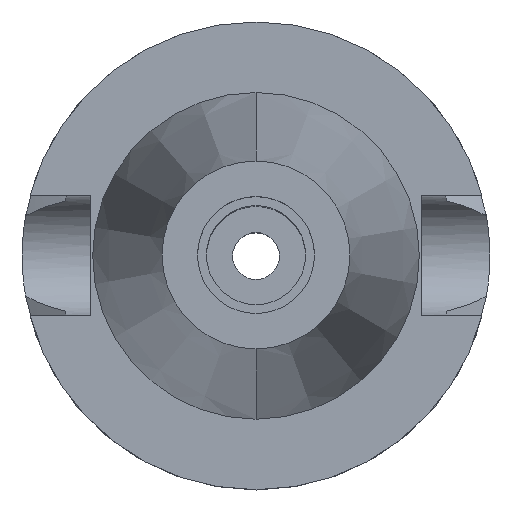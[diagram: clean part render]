
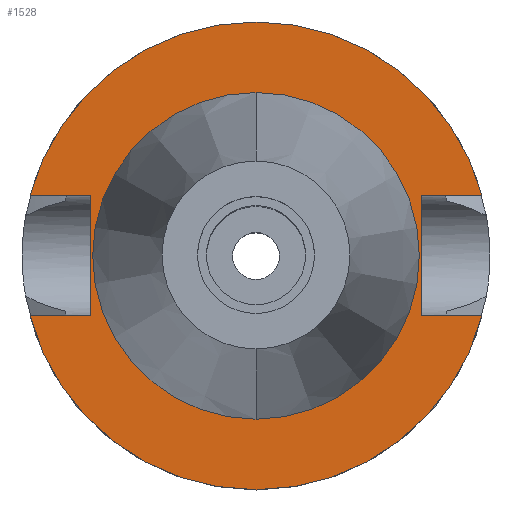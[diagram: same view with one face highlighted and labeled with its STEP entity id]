
A CAD part, top view. The second image highlights one B-rep face of the part: STEP entity #1528.
In plain terms, the highlighted planar face has unit normal (0, 0, 1).
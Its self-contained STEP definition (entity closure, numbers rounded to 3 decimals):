
#108=DIRECTION('',(0.,1.,0.));
#109=VECTOR('',#108,25.7);
#110=CARTESIAN_POINT('',(-35.4,-12.85,-1.5));
#111=LINE('',#110,#109);
#115=DIRECTION('',(-1.,0.,0.));
#116=VECTOR('',#115,12.921);
#117=CARTESIAN_POINT('',(-35.4,12.85,-1.5));
#118=LINE('',#117,#116);
#122=CARTESIAN_POINT('',(0.,0.,-1.5));
#123=DIRECTION('',(0.,0.,-1.));
#124=DIRECTION('',(-0.966,0.257,0.));
#125=AXIS2_PLACEMENT_3D('',#122,#123,#124);
#130=CARTESIAN_POINT('',(0.,0.,-1.5));
#131=DIRECTION('',(0.,0.,-1.));
#132=DIRECTION('',(0.,1.,0.));
#133=AXIS2_PLACEMENT_3D('',#130,#131,#132);
#138=DIRECTION('',(0.,-1.,0.));
#139=VECTOR('',#138,25.7);
#140=CARTESIAN_POINT('',(35.4,12.85,-1.5));
#141=LINE('',#140,#139);
#145=DIRECTION('',(1.,0.,0.));
#146=VECTOR('',#145,12.921);
#147=CARTESIAN_POINT('',(35.4,-12.85,-1.5));
#148=LINE('',#147,#146);
#152=CARTESIAN_POINT('',(0.,0.,-1.5));
#153=DIRECTION('',(0.,0.,-1.));
#154=DIRECTION('',(0.966,-0.257,0.));
#155=AXIS2_PLACEMENT_3D('',#152,#153,#154);
#160=CARTESIAN_POINT('',(0.,0.,-1.5));
#161=DIRECTION('',(0.,0.,-1.));
#162=DIRECTION('',(0.,-1.,0.));
#163=AXIS2_PLACEMENT_3D('',#160,#161,#162);
#168=CARTESIAN_POINT('',(0.,0.,-1.5));
#169=DIRECTION('',(0.,0.,1.));
#170=DIRECTION('',(0.,-1.,0.));
#171=AXIS2_PLACEMENT_3D('',#168,#169,#170);
#176=CARTESIAN_POINT('',(0.,0.,-1.5));
#177=DIRECTION('',(0.,0.,1.));
#178=DIRECTION('',(0.,1.,0.));
#179=AXIS2_PLACEMENT_3D('',#176,#177,#178);
#214=DIRECTION('',(-1.,0.,0.));
#215=VECTOR('',#214,12.921);
#216=CARTESIAN_POINT('',(-35.4,-12.85,-1.5));
#217=LINE('',#216,#215);
#465=DIRECTION('',(1.,0.,0.));
#466=VECTOR('',#465,12.921);
#467=CARTESIAN_POINT('',(35.4,12.85,-1.5));
#468=LINE('',#467,#466);
#1216=CARTESIAN_POINT('',(0.,34.925,-1.5));
#1217=VERTEX_POINT('',#1216);
#1218=CARTESIAN_POINT('',(0.,-34.925,-1.5));
#1219=VERTEX_POINT('',#1218);
#1220=CARTESIAN_POINT('',(-35.4,-12.85,-1.5));
#1221=CARTESIAN_POINT('',(-35.4,12.85,-1.5));
#1222=VERTEX_POINT('',#1220);
#1223=VERTEX_POINT('',#1221);
#1224=CARTESIAN_POINT('',(-48.321,12.85,-1.5));
#1225=VERTEX_POINT('',#1224);
#1226=CARTESIAN_POINT('',(0.,50.,-1.5));
#1227=CARTESIAN_POINT('',(48.321,12.85,-1.5));
#1228=VERTEX_POINT('',#1226);
#1229=VERTEX_POINT('',#1227);
#1230=CARTESIAN_POINT('',(35.4,12.85,-1.5));
#1231=VERTEX_POINT('',#1230);
#1232=CARTESIAN_POINT('',(35.4,-12.85,-1.5));
#1233=VERTEX_POINT('',#1232);
#1234=CARTESIAN_POINT('',(48.321,-12.85,-1.5));
#1235=VERTEX_POINT('',#1234);
#1236=CARTESIAN_POINT('',(0.,-50.,-1.5));
#1237=CARTESIAN_POINT('',(-48.321,-12.85,-1.5));
#1238=VERTEX_POINT('',#1236);
#1239=VERTEX_POINT('',#1237);
#1497=CARTESIAN_POINT('',(0.,0.,-1.5));
#1498=DIRECTION('',(0.,0.,1.));
#1499=DIRECTION('',(0.,1.,0.));
#1500=AXIS2_PLACEMENT_3D('',#1497,#1498,#1499);
#1501=PLANE('',#1500);
#1503=ORIENTED_EDGE('',*,*,#1502,.T.);
#1505=ORIENTED_EDGE('',*,*,#1504,.T.);
#1507=ORIENTED_EDGE('',*,*,#1506,.T.);
#1509=ORIENTED_EDGE('',*,*,#1508,.T.);
#1511=ORIENTED_EDGE('',*,*,#1510,.F.);
#1513=ORIENTED_EDGE('',*,*,#1512,.T.);
#1515=ORIENTED_EDGE('',*,*,#1514,.T.);
#1517=ORIENTED_EDGE('',*,*,#1516,.T.);
#1519=ORIENTED_EDGE('',*,*,#1518,.T.);
#1521=ORIENTED_EDGE('',*,*,#1520,.F.);
#1522=EDGE_LOOP('',(#1503,#1505,#1507,#1509,#1511,#1513,#1515,#1517,#1519,
#1521));
#1523=FACE_OUTER_BOUND('',#1522,.F.);
#1524=ORIENTED_EDGE('',*,*,#1476,.T.);
#1525=ORIENTED_EDGE('',*,*,#1492,.T.);
#1526=EDGE_LOOP('',(#1524,#1525));
#1527=FACE_BOUND('',#1526,.F.);
#126=CIRCLE('',#125,50.);
#134=CIRCLE('',#133,50.);
#156=CIRCLE('',#155,50.);
#164=CIRCLE('',#163,50.);
#172=CIRCLE('',#171,34.925);
#180=CIRCLE('',#179,34.925);
#1476=EDGE_CURVE('',#1219,#1217,#172,.T.);
#1492=EDGE_CURVE('',#1217,#1219,#180,.T.);
#1502=EDGE_CURVE('',#1222,#1223,#111,.T.);
#1504=EDGE_CURVE('',#1223,#1225,#118,.T.);
#1506=EDGE_CURVE('',#1225,#1228,#126,.T.);
#1508=EDGE_CURVE('',#1228,#1229,#134,.T.);
#1510=EDGE_CURVE('',#1231,#1229,#468,.T.);
#1512=EDGE_CURVE('',#1231,#1233,#141,.T.);
#1514=EDGE_CURVE('',#1233,#1235,#148,.T.);
#1516=EDGE_CURVE('',#1235,#1238,#156,.T.);
#1518=EDGE_CURVE('',#1238,#1239,#164,.T.);
#1520=EDGE_CURVE('',#1222,#1239,#217,.T.);
#1528=ADVANCED_FACE('',(#1523,#1527),#1501,.T.);
